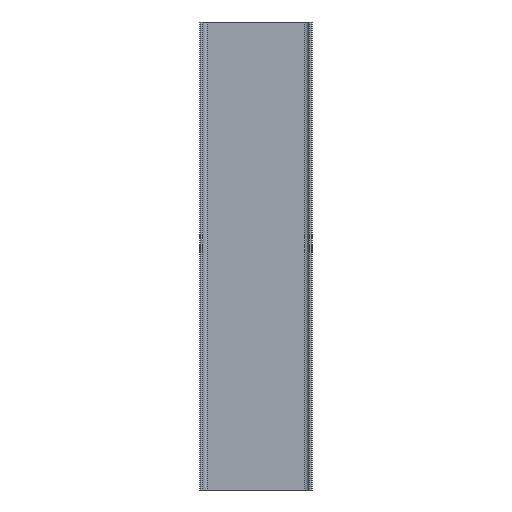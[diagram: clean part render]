
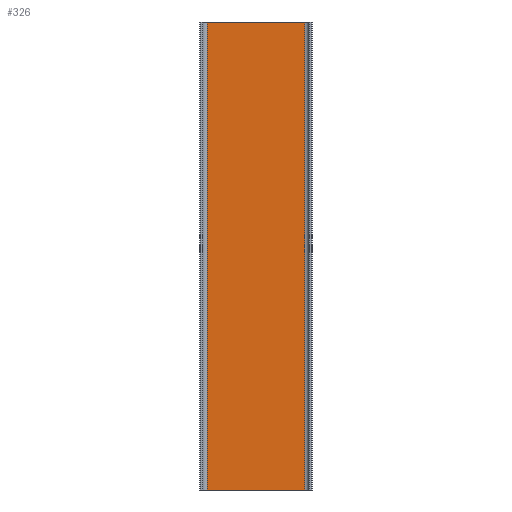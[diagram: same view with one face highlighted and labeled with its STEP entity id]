
A CAD part, front view. The second image highlights one B-rep face of the part: STEP entity #326.
In plain terms, the highlighted planar face has unit normal (0, -1, 0).
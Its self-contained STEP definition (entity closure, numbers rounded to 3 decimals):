
#15=PLANE('',#354);
#26=FACE_OUTER_BOUND('',#44,.T.);
#44=EDGE_LOOP('',(#225,#226,#227,#228));
#61=LINE('',#493,#93);
#63=LINE('',#499,#95);
#64=LINE('',#501,#96);
#65=LINE('',#502,#97);
#93=VECTOR('',#391,10.);
#95=VECTOR('',#397,10.);
#96=VECTOR('',#398,10.);
#97=VECTOR('',#399,10.);
#142=VERTEX_POINT('',#490);
#143=VERTEX_POINT('',#492);
#145=VERTEX_POINT('',#498);
#146=VERTEX_POINT('',#500);
#174=EDGE_CURVE('',#142,#143,#61,.T.);
#177=EDGE_CURVE('',#142,#145,#63,.T.);
#178=EDGE_CURVE('',#145,#146,#64,.T.);
#179=EDGE_CURVE('',#143,#146,#65,.T.);
#225=ORIENTED_EDGE('',*,*,#177,.T.);
#226=ORIENTED_EDGE('',*,*,#178,.T.);
#227=ORIENTED_EDGE('',*,*,#179,.F.);
#228=ORIENTED_EDGE('',*,*,#174,.F.);
#326=ADVANCED_FACE('',(#26),#15,.T.);
#354=AXIS2_PLACEMENT_3D('',#497,#395,#396);
#391=DIRECTION('',(0.,0.,-1.));
#395=DIRECTION('center_axis',(0.,-1.,0.));
#396=DIRECTION('ref_axis',(1.,0.,0.));
#397=DIRECTION('',(-1.,0.,0.));
#398=DIRECTION('',(0.,0.,-1.));
#399=DIRECTION('',(-1.,0.,0.));
#490=CARTESIAN_POINT('',(104.,-8.,1000.));
#492=CARTESIAN_POINT('',(104.,-8.,0.));
#493=CARTESIAN_POINT('',(104.,-8.,0.));
#497=CARTESIAN_POINT('Origin',(-104.,-8.,0.));
#498=CARTESIAN_POINT('',(-104.,-8.,1000.));
#499=CARTESIAN_POINT('',(-52.,-8.,1000.));
#500=CARTESIAN_POINT('',(-104.,-8.,0.));
#501=CARTESIAN_POINT('',(-104.,-8.,0.));
#502=CARTESIAN_POINT('',(-52.,-8.,0.));
